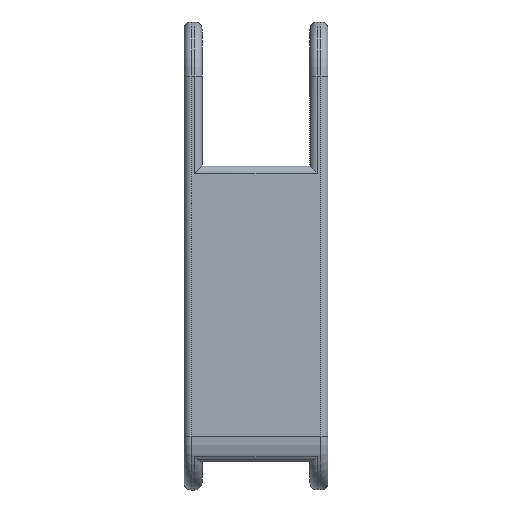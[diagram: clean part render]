
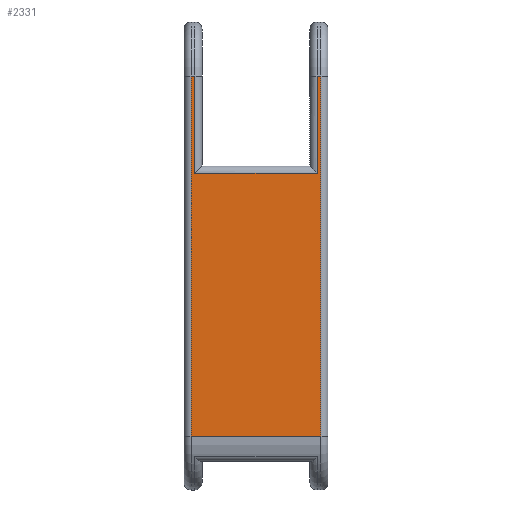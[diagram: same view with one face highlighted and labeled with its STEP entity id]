
A CAD part, front view. The second image highlights one B-rep face of the part: STEP entity #2331.
In plain terms, the highlighted planar face has unit normal (0, -1, 0).
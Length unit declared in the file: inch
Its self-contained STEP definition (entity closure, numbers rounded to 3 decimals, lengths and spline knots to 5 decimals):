
#3 = LINE ( 'NONE', #2437, #2161 ) ;
#25 = EDGE_CURVE ( 'NONE', #417, #1525, #1037, .T. ) ;
#33 = VECTOR ( 'NONE', #1795, 39.37008 ) ;
#182 = ORIENTED_EDGE ( 'NONE', *, *, #2101, .T. ) ;
#201 = VERTEX_POINT ( 'NONE', #1609 ) ;
#216 = VECTOR ( 'NONE', #2419, 39.37008 ) ;
#238 = EDGE_CURVE ( 'NONE', #1606, #825, #1213, .T. ) ;
#251 = ORIENTED_EDGE ( 'NONE', *, *, #1961, .T. ) ;
#278 = CARTESIAN_POINT ( 'NONE',  ( 3.8, -1.5, -11.5 ) ) ;
#301 = LINE ( 'NONE', #1909, #1512 ) ;
#381 = VECTOR ( 'NONE', #2491, 39.37008 ) ;
#417 = VERTEX_POINT ( 'NONE', #278 ) ;
#486 = CARTESIAN_POINT ( 'NONE',  ( 0., -1.5, 0. ) ) ;
#525 = LINE ( 'NONE', #1786, #1859 ) ;
#586 = VERTEX_POINT ( 'NONE', #2607 ) ;
#591 = VERTEX_POINT ( 'NONE', #1607 ) ;
#718 = EDGE_CURVE ( 'NONE', #1606, #1525, #2155, .T. ) ;
#736 = LINE ( 'NONE', #1995, #33 ) ;
#787 = ORIENTED_EDGE ( 'NONE', *, *, #2448, .F. ) ;
#805 = CARTESIAN_POINT ( 'NONE',  ( 0., -1.5, -1.5 ) ) ;
#811 = CARTESIAN_POINT ( 'NONE',  ( 0.2, -1.5, -11.5 ) ) ;
#825 = VERTEX_POINT ( 'NONE', #1354 ) ;
#864 = ORIENTED_EDGE ( 'NONE', *, *, #1448, .T. ) ;
#875 = EDGE_CURVE ( 'NONE', #417, #2476, #736, .T. ) ;
#899 = DIRECTION ( 'NONE',  ( -1., 0., 0. ) ) ;
#945 = LINE ( 'NONE', #2217, #216 ) ;
#1030 = VECTOR ( 'NONE', #1268, 39.37008 ) ;
#1037 = LINE ( 'NONE', #1818, #1293 ) ;
#1044 = ORIENTED_EDGE ( 'NONE', *, *, #718, .T. ) ;
#1075 = DIRECTION ( 'NONE',  ( 0., 0., 1. ) ) ;
#1144 = CARTESIAN_POINT ( 'NONE',  ( 3.8, -1.5, -1.5 ) ) ;
#1186 = DIRECTION ( 'NONE',  ( 0., 0., 1. ) ) ;
#1213 = LINE ( 'NONE', #805, #381 ) ;
#1268 = DIRECTION ( 'NONE',  ( 0., 0., -1. ) ) ;
#1275 = ORIENTED_EDGE ( 'NONE', *, *, #238, .F. ) ;
#1293 = VECTOR ( 'NONE', #1411, 39.37008 ) ;
#1311 = CARTESIAN_POINT ( 'NONE',  ( 0.2, -1.5, -11.5 ) ) ;
#1354 = CARTESIAN_POINT ( 'NONE',  ( 0.3, -1.5, -1.5 ) ) ;
#1411 = DIRECTION ( 'NONE',  ( -1., 0., 0. ) ) ;
#1448 = EDGE_CURVE ( 'NONE', #586, #825, #3, .T. ) ;
#1485 = PLANE ( 'NONE',  #1734 ) ;
#1512 = VECTOR ( 'NONE', #899, 39.37008 ) ;
#1525 = VERTEX_POINT ( 'NONE', #811 ) ;
#1606 = VERTEX_POINT ( 'NONE', #1667 ) ;
#1607 = CARTESIAN_POINT ( 'NONE',  ( 3.7, -1.5, -1.5 ) ) ;
#1609 = CARTESIAN_POINT ( 'NONE',  ( 3.7, -1.5, -4.2 ) ) ;
#1667 = CARTESIAN_POINT ( 'NONE',  ( 0.2, -1.5, -1.5 ) ) ;
#1734 = AXIS2_PLACEMENT_3D ( 'NONE', #486, #2317, #1075 ) ;
#1786 = CARTESIAN_POINT ( 'NONE',  ( 3.7, -1.5, 0. ) ) ;
#1795 = DIRECTION ( 'NONE',  ( 0., 0., 1. ) ) ;
#1818 = CARTESIAN_POINT ( 'NONE',  ( 4., -1.5, -11.5 ) ) ;
#1859 = VECTOR ( 'NONE', #1996, 39.37008 ) ;
#1909 = CARTESIAN_POINT ( 'NONE',  ( 0., -1.5, -4.2 ) ) ;
#1933 = FACE_OUTER_BOUND ( 'NONE', #2666, .T. ) ;
#1961 = EDGE_CURVE ( 'NONE', #201, #586, #301, .T. ) ;
#1995 = CARTESIAN_POINT ( 'NONE',  ( 3.8, -1.5, -1.5 ) ) ;
#1996 = DIRECTION ( 'NONE',  ( 0., 0., -1. ) ) ;
#2049 = ORIENTED_EDGE ( 'NONE', *, *, #875, .T. ) ;
#2101 = EDGE_CURVE ( 'NONE', #591, #201, #525, .T. ) ;
#2155 = LINE ( 'NONE', #1311, #1030 ) ;
#2161 = VECTOR ( 'NONE', #1186, 39.37008 ) ;
#2217 = CARTESIAN_POINT ( 'NONE',  ( 0., -1.5, -1.5 ) ) ;
#2317 = DIRECTION ( 'NONE',  ( 0., 1., 0. ) ) ;
#2331 = ADVANCED_FACE ( 'NONE', ( #1933 ), #1485, .F. ) ;
#2419 = DIRECTION ( 'NONE',  ( 1., 0., 0. ) ) ;
#2437 = CARTESIAN_POINT ( 'NONE',  ( 0.3, -1.5, 0. ) ) ;
#2448 = EDGE_CURVE ( 'NONE', #591, #2476, #945, .T. ) ;
#2476 = VERTEX_POINT ( 'NONE', #1144 ) ;
#2491 = DIRECTION ( 'NONE',  ( 1., 0., 0. ) ) ;
#2607 = CARTESIAN_POINT ( 'NONE',  ( 0.3, -1.5, -4.2 ) ) ;
#2624 = ORIENTED_EDGE ( 'NONE', *, *, #25, .F. ) ;
#2666 = EDGE_LOOP ( 'NONE', ( #787, #182, #251, #864, #1275, #1044, #2624, #2049 ) ) ;
